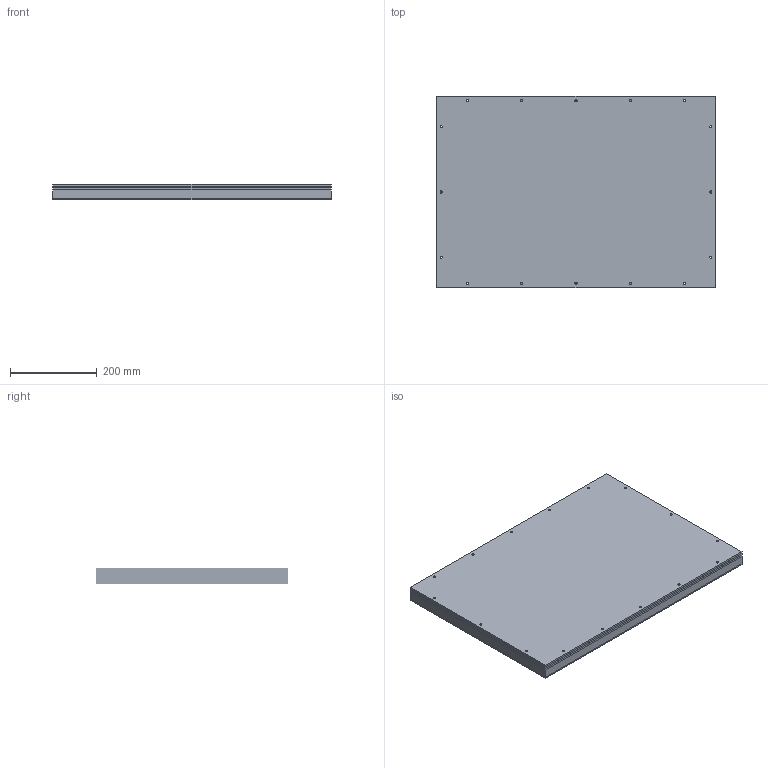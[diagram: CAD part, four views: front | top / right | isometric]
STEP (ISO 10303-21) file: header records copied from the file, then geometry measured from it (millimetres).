
FILE_DESCRIPTION(/* description */ ('','CAx-IF Rec.Pracs.---Representation and Presentation of Product Manufacturing Information (PMI)---4.0---2014-10-13'),/* implementation_level */ '2;1');
FILE_NAME(/* name */ 'Vacuum Former V5 Heater Box.step',/* time_stamp */ '2025-01-26T13:25:17+11:00',/* author */ (''),/* organization */ (''),/* preprocessor_version */ 'ST-DEVELOPER v20',/* originating_system */ 'Autodesk Translation Framework v13.20.0.188',/* authorisation */ '');
FILE_SCHEMA (('AP242_MANAGED_MODEL_BASED_3D_ENGINEERING_MIM_LF { 1 0 10303 442 1 1 4 }'));
Length unit declared in the file: millimetre
Products named in the file (2): Vacuum Former V5 Heater Box; Carbon Fiber Quartz Heating Element (52cm) Ref
Assembly tree (4 placements, depth 2):
  Vacuum Former V5 Heater Box
    Carbon Fiber Quartz Heating Element (52cm) Ref  x4
Bounding box: 640 x 440 x 36.5 mm (x, y, z)
Volume: 5577319.8 mm3; surface area: 2668657.3 mm2
Topology: 33 solids, 33 shells, 288 faces, 642 edges, 428 vertices
Faces by surface type: plane 170, cylinder 114, bspline 4
Full cylindrical faces by diameter (mm): 5 x82, 6 x16, 8 x4, 10 x4, 15 x8
Entity records: 13195 total; most frequent: CARTESIAN_POINT 7669, DIRECTION 1110, ORIENTED_EDGE 1014, EDGE_CURVE 507, AXIS2_PLACEMENT_3D 399, EDGE_LOOP 387, VERTEX_POINT 338, LINE 312
